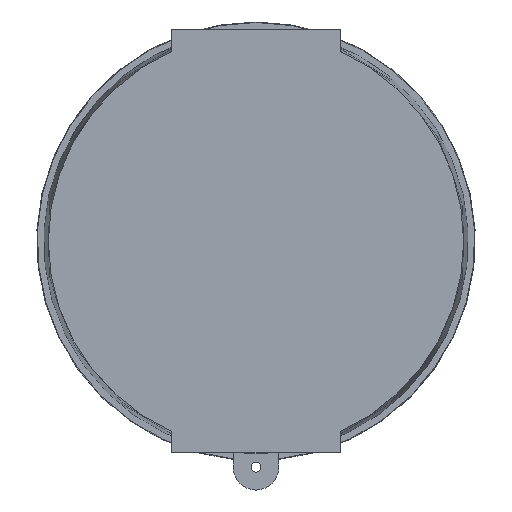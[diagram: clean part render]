
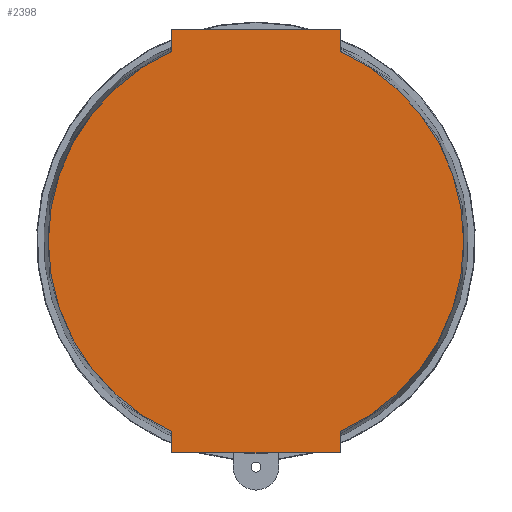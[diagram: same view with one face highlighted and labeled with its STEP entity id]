
A CAD part, front view. The second image highlights one B-rep face of the part: STEP entity #2398.
In plain terms, the highlighted planar face has unit normal (0, -1, 0).
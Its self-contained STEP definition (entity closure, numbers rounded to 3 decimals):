
#1 = ORIENTED_EDGE ( 'NONE', *, *, #1320, .F. ) ;
#51 = VECTOR ( 'NONE', #2869, 1000. ) ;
#166 = CARTESIAN_POINT ( 'NONE',  ( 17., -49., -42.77 ) ) ;
#223 = ORIENTED_EDGE ( 'NONE', *, *, #1294, .F. ) ;
#320 = CARTESIAN_POINT ( 'NONE',  ( -17., -49., -38.4 ) ) ;
#399 = LINE ( 'NONE', #2173, #2994 ) ;
#466 = ORIENTED_EDGE ( 'NONE', *, *, #1330, .F. ) ;
#480 = VERTEX_POINT ( 'NONE', #320 ) ;
#534 = CARTESIAN_POINT ( 'NONE',  ( 17., -49., 42.77 ) ) ;
#552 = CIRCLE ( 'NONE', #594, 41.995 ) ;
#556 = VERTEX_POINT ( 'NONE', #166 ) ;
#594 = AXIS2_PLACEMENT_3D ( 'NONE', #2679, #2664, #2660 ) ;
#612 = ORIENTED_EDGE ( 'NONE', *, *, #2686, .T. ) ;
#926 = CARTESIAN_POINT ( 'NONE',  ( 17., -49., 38.4 ) ) ;
#998 = VERTEX_POINT ( 'NONE', #1278 ) ;
#1064 = VECTOR ( 'NONE', #2366, 1000. ) ;
#1150 = VECTOR ( 'NONE', #2444, 1000. ) ;
#1267 = ORIENTED_EDGE ( 'NONE', *, *, #1310, .F. ) ;
#1278 = CARTESIAN_POINT ( 'NONE',  ( -17., -49., -42.77 ) ) ;
#1289 = EDGE_CURVE ( 'NONE', #3011, #3146, #3181, .T. ) ;
#1294 = EDGE_CURVE ( 'NONE', #480, #1921, #552, .T. ) ;
#1310 = EDGE_CURVE ( 'NONE', #2135, #3146, #3057, .T. ) ;
#1312 = ORIENTED_EDGE ( 'NONE', *, *, #1325, .T. ) ;
#1320 = EDGE_CURVE ( 'NONE', #1921, #2135, #1860, .T. ) ;
#1323 = CARTESIAN_POINT ( 'NONE',  ( -17., -49., 42.77 ) ) ;
#1325 = EDGE_CURVE ( 'NONE', #480, #998, #399, .T. ) ;
#1330 = EDGE_CURVE ( 'NONE', #2762, #556, #2931, .T. ) ;
#1550 = CIRCLE ( 'NONE', #2129, 41.995 ) ;
#1613 = VECTOR ( 'NONE', #1993, 1000. ) ;
#1860 = LINE ( 'NONE', #2313, #1064 ) ;
#1921 = VERTEX_POINT ( 'NONE', #2842 ) ;
#1929 = ORIENTED_EDGE ( 'NONE', *, *, #2778, .F. ) ;
#1993 = DIRECTION ( 'NONE',  ( 0., 0., -1. ) ) ;
#2051 = DIRECTION ( 'NONE',  ( 0., 0., 1. ) ) ;
#2054 = DIRECTION ( 'NONE',  ( 0., 1., 0. ) ) ;
#2058 = CARTESIAN_POINT ( 'NONE',  ( 0., -49., 0. ) ) ;
#2102 = FACE_OUTER_BOUND ( 'NONE', #3100, .T. ) ;
#2129 = AXIS2_PLACEMENT_3D ( 'NONE', #2058, #2054, #2051 ) ;
#2135 = VERTEX_POINT ( 'NONE', #1323 ) ;
#2167 = DIRECTION ( 'NONE',  ( 0., 0., -1. ) ) ;
#2173 = CARTESIAN_POINT ( 'NONE',  ( -17., -49., 500000. ) ) ;
#2288 = CARTESIAN_POINT ( 'NONE',  ( 17., -49., 500000. ) ) ;
#2305 = CARTESIAN_POINT ( 'NONE',  ( 17., -49., -38.4 ) ) ;
#2313 = CARTESIAN_POINT ( 'NONE',  ( -17., -49., -500000. ) ) ;
#2366 = DIRECTION ( 'NONE',  ( 0., 0., 1. ) ) ;
#2392 = ORIENTED_EDGE ( 'NONE', *, *, #1289, .T. ) ;
#2398 = ADVANCED_FACE ( 'NONE', ( #2102 ), #3182, .F. ) ;
#2400 = DIRECTION ( 'NONE',  ( 1., 0., 0. ) ) ;
#2418 = VECTOR ( 'NONE', #2400, 1000. ) ;
#2422 = CARTESIAN_POINT ( 'NONE',  ( 0., -49., -42.77 ) ) ;
#2444 = DIRECTION ( 'NONE',  ( 1., 0., 0. ) ) ;
#2559 = AXIS2_PLACEMENT_3D ( 'NONE', #3107, #3093, #3071 ) ;
#2660 = DIRECTION ( 'NONE',  ( 0., 0., 1. ) ) ;
#2664 = DIRECTION ( 'NONE',  ( 0., 1., 0. ) ) ;
#2679 = CARTESIAN_POINT ( 'NONE',  ( 0., -49., 0. ) ) ;
#2686 = EDGE_CURVE ( 'NONE', #998, #556, #3012, .T. ) ;
#2762 = VERTEX_POINT ( 'NONE', #2305 ) ;
#2765 = CARTESIAN_POINT ( 'NONE',  ( 0., -49., 42.77 ) ) ;
#2778 = EDGE_CURVE ( 'NONE', #3011, #2762, #1550, .T. ) ;
#2842 = CARTESIAN_POINT ( 'NONE',  ( -17., -49., 38.4 ) ) ;
#2869 = DIRECTION ( 'NONE',  ( 0., 0., 1. ) ) ;
#2877 = CARTESIAN_POINT ( 'NONE',  ( 17., -49., -500000. ) ) ;
#2931 = LINE ( 'NONE', #2288, #1613 ) ;
#2994 = VECTOR ( 'NONE', #2167, 1000. ) ;
#3011 = VERTEX_POINT ( 'NONE', #926 ) ;
#3012 = LINE ( 'NONE', #2422, #2418 ) ;
#3057 = LINE ( 'NONE', #2765, #1150 ) ;
#3071 = DIRECTION ( 'NONE',  ( 0., 0., 1. ) ) ;
#3093 = DIRECTION ( 'NONE',  ( 0., 1., 0. ) ) ;
#3100 = EDGE_LOOP ( 'NONE', ( #1929, #2392, #1267, #1, #223, #1312, #612, #466 ) ) ;
#3107 = CARTESIAN_POINT ( 'NONE',  ( 41.995, -49., 0. ) ) ;
#3146 = VERTEX_POINT ( 'NONE', #534 ) ;
#3181 = LINE ( 'NONE', #2877, #51 ) ;
#3182 = PLANE ( 'NONE',  #2559 ) ;
